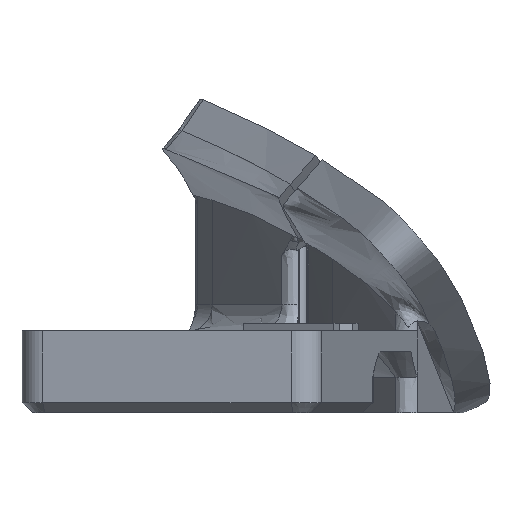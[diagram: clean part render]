
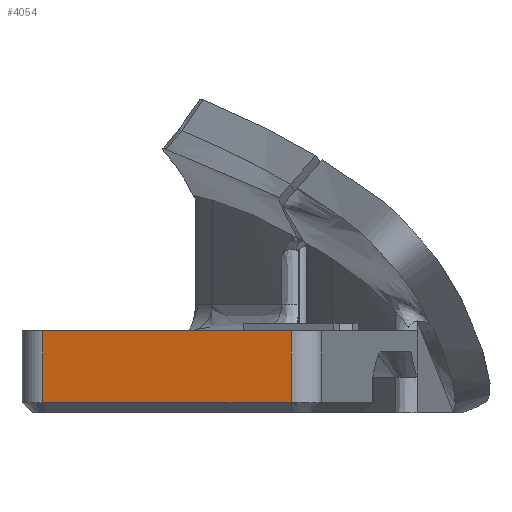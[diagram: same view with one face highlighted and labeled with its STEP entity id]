
A CAD part, left-side view. The second image highlights one B-rep face of the part: STEP entity #4054.
In plain terms, the highlighted planar face has unit normal (-0.98, 0.199, 0).
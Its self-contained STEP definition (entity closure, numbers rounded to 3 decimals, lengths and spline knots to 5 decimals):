
#227=LINE('',#5304,#426);
#305=LINE('',#14151,#504);
#306=LINE('',#14153,#505);
#308=LINE('',#14156,#507);
#426=VECTOR('',#4493,0.3937);
#504=VECTOR('',#4743,0.3937);
#505=VECTOR('',#4746,0.3937);
#507=VECTOR('',#4750,0.3937);
#616=PLANE('',#4329);
#713=FACE_OUTER_BOUND('',#939,.T.);
#939=EDGE_LOOP('',(#2987,#2988,#2989,#2990));
#1488=VERTEX_POINT('',#5301);
#1489=VERTEX_POINT('',#5303);
#1698=VERTEX_POINT('',#14124);
#1703=VERTEX_POINT('',#14147);
#1919=EDGE_CURVE('',#1489,#1488,#227,.T.);
#2195=EDGE_CURVE('',#1698,#1703,#305,.T.);
#2196=EDGE_CURVE('',#1703,#1488,#306,.T.);
#2198=EDGE_CURVE('',#1489,#1698,#308,.T.);
#2987=ORIENTED_EDGE('',*,*,#2195,.F.);
#2988=ORIENTED_EDGE('',*,*,#2198,.F.);
#2989=ORIENTED_EDGE('',*,*,#1919,.T.);
#2990=ORIENTED_EDGE('',*,*,#2196,.F.);
#4054=ADVANCED_FACE('',(#713),#616,.T.);
#4329=AXIS2_PLACEMENT_3D('',#14155,#4748,#4749);
#4493=DIRECTION('',(0.198,0.98,0.));
#4743=DIRECTION('',(0.198,0.98,0.));
#4746=DIRECTION('',(0.,0.,1.));
#4748=DIRECTION('center_axis',(-0.98,0.198,0.));
#4749=DIRECTION('ref_axis',(0.198,0.98,0.));
#4750=DIRECTION('',(0.,0.,-1.));
#5301=CARTESIAN_POINT('',(-1.22073,-0.60118,0.49606));
#5303=CARTESIAN_POINT('',(-1.3745,-1.36045,0.49606));
#5304=CARTESIAN_POINT('',(-1.25108,-0.75101,0.49606));
#14124=CARTESIAN_POINT('',(-1.3745,-1.36045,0.27673));
#14147=CARTESIAN_POINT('',(-1.22073,-0.60118,0.27673));
#14151=CARTESIAN_POINT('',(-1.34381,-1.20889,0.27673));
#14153=CARTESIAN_POINT('',(-1.22073,-0.60118,0.44882));
#14155=CARTESIAN_POINT('Origin',(-1.39014,-1.43765,0.43307));
#14156=CARTESIAN_POINT('',(-1.3745,-1.36045,0.44882));
